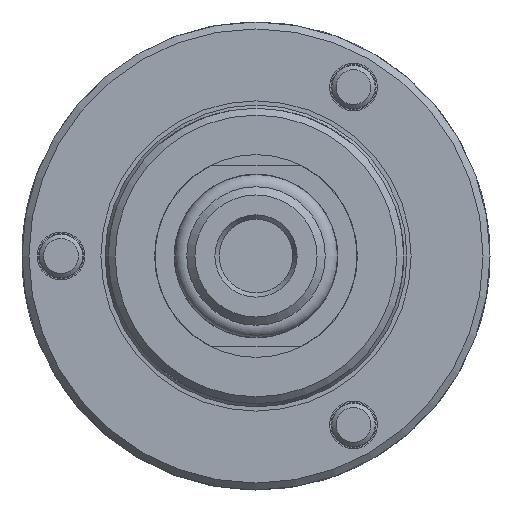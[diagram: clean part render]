
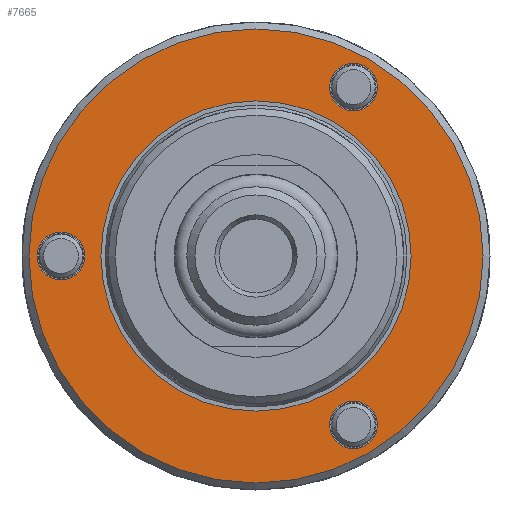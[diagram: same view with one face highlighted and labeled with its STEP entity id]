
A CAD part, left-side view. The second image highlights one B-rep face of the part: STEP entity #7665.
In plain terms, the highlighted planar face has unit normal (-1, 0, 0).
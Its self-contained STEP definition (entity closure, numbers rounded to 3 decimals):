
#608=FACE_BOUND('',#2339,.T.);
#609=FACE_BOUND('',#2340,.T.);
#610=FACE_BOUND('',#2341,.T.);
#611=FACE_BOUND('',#2342,.T.);
#664=PLANE('',#8190);
#1886=FACE_OUTER_BOUND('',#2338,.T.);
#2338=EDGE_LOOP('',(#5319));
#2339=EDGE_LOOP('',(#5320));
#2340=EDGE_LOOP('',(#5321));
#2341=EDGE_LOOP('',(#5322));
#2342=EDGE_LOOP('',(#5323,#5324));
#2846=CIRCLE('',#8188,17.9);
#2847=CIRCLE('',#8189,17.9);
#2848=CIRCLE('',#8191,26.2);
#2849=CIRCLE('',#8192,2.75);
#2850=CIRCLE('',#8193,2.75);
#2851=CIRCLE('',#8194,2.75);
#3188=VERTEX_POINT('',#11140);
#3189=VERTEX_POINT('',#11141);
#3190=VERTEX_POINT('',#11146);
#3191=VERTEX_POINT('',#11148);
#3192=VERTEX_POINT('',#11150);
#3193=VERTEX_POINT('',#11152);
#4026=EDGE_CURVE('',#3188,#3189,#2846,.T.);
#4027=EDGE_CURVE('',#3189,#3188,#2847,.T.);
#4029=EDGE_CURVE('',#3190,#3190,#2848,.T.);
#4030=EDGE_CURVE('',#3191,#3191,#2849,.T.);
#4031=EDGE_CURVE('',#3192,#3192,#2850,.T.);
#4032=EDGE_CURVE('',#3193,#3193,#2851,.T.);
#5319=ORIENTED_EDGE('',*,*,#4029,.F.);
#5320=ORIENTED_EDGE('',*,*,#4030,.T.);
#5321=ORIENTED_EDGE('',*,*,#4031,.T.);
#5322=ORIENTED_EDGE('',*,*,#4032,.T.);
#5323=ORIENTED_EDGE('',*,*,#4026,.T.);
#5324=ORIENTED_EDGE('',*,*,#4027,.T.);
#7665=ADVANCED_FACE('',(#1886,#608,#609,#610,#611),#664,.T.);
#8188=AXIS2_PLACEMENT_3D('',#11142,#8959,#8960);
#8189=AXIS2_PLACEMENT_3D('',#11143,#8961,#8962);
#8190=AXIS2_PLACEMENT_3D('',#11145,#8964,#8965);
#8191=AXIS2_PLACEMENT_3D('',#11147,#8966,#8967);
#8192=AXIS2_PLACEMENT_3D('',#11149,#8968,#8969);
#8193=AXIS2_PLACEMENT_3D('',#11151,#8970,#8971);
#8194=AXIS2_PLACEMENT_3D('',#11153,#8972,#8973);
#8959=DIRECTION('center_axis',(1.,0.,0.));
#8960=DIRECTION('ref_axis',(0.,1.,0.));
#8961=DIRECTION('center_axis',(1.,0.,0.));
#8962=DIRECTION('ref_axis',(0.,1.,0.));
#8964=DIRECTION('center_axis',(-1.,0.,0.));
#8965=DIRECTION('ref_axis',(0.,0.,1.));
#8966=DIRECTION('center_axis',(1.,0.,0.));
#8967=DIRECTION('ref_axis',(0.,-1.,0.));
#8968=DIRECTION('center_axis',(1.,0.,0.));
#8969=DIRECTION('ref_axis',(0.,0.,-1.));
#8970=DIRECTION('center_axis',(1.,0.,0.));
#8971=DIRECTION('ref_axis',(0.,0.866,0.5));
#8972=DIRECTION('center_axis',(1.,0.,0.));
#8973=DIRECTION('ref_axis',(0.,-0.866,0.5));
#11140=CARTESIAN_POINT('',(5.,17.9,0.));
#11141=CARTESIAN_POINT('',(5.,-17.9,0.));
#11142=CARTESIAN_POINT('Origin',(5.,0.,0.));
#11143=CARTESIAN_POINT('Origin',(5.,0.,0.));
#11145=CARTESIAN_POINT('Origin',(5.,21.133,0.));
#11146=CARTESIAN_POINT('',(5.,26.2,0.));
#11147=CARTESIAN_POINT('Origin',(5.,0.,0.));
#11148=CARTESIAN_POINT('',(5.,22.5,2.75));
#11149=CARTESIAN_POINT('Origin',(5.,22.5,0.));
#11150=CARTESIAN_POINT('',(5.,-13.632,18.111));
#11151=CARTESIAN_POINT('Origin',(5.,-11.25,19.486));
#11152=CARTESIAN_POINT('',(5.,-8.868,-20.861));
#11153=CARTESIAN_POINT('Origin',(5.,-11.25,-19.486));
